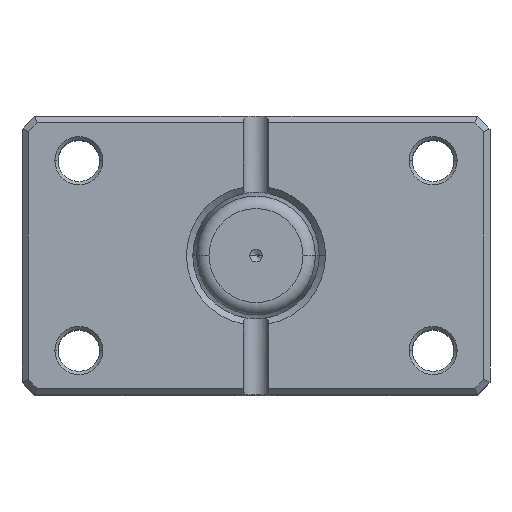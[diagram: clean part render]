
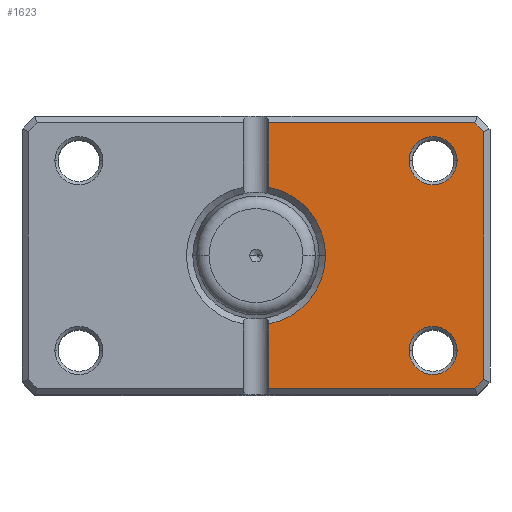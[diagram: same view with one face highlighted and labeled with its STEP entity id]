
A CAD part, top view. The second image highlights one B-rep face of the part: STEP entity #1623.
In plain terms, the highlighted face is planar.
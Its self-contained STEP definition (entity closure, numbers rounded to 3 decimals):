
#24 = CARTESIAN_POINT ( 'NONE',  ( -28., 15., 0. ) ) ;
#151 = CARTESIAN_POINT ( 'NONE',  ( -2., 22., 0. ) ) ;
#187 = VERTEX_POINT ( 'NONE', #6116 ) ;
#205 = AXIS2_PLACEMENT_3D ( 'NONE', #4316, #4656, #4673 ) ;
#223 = DIRECTION ( 'NONE',  ( 0.707, 0.707, 0. ) ) ;
#276 = LINE ( 'NONE', #6394, #1265 ) ;
#372 = LINE ( 'NONE', #5678, #1542 ) ;
#403 = VERTEX_POINT ( 'NONE', #1673 ) ;
#515 = DIRECTION ( 'NONE',  ( 1., 0., 0. ) ) ;
#640 = ORIENTED_EDGE ( 'NONE', *, *, #1319, .T. ) ;
#709 = VERTEX_POINT ( 'NONE', #5748 ) ;
#861 = EDGE_CURVE ( 'NONE', #5837, #5828, #4283, .T. ) ;
#869 = AXIS2_PLACEMENT_3D ( 'NONE', #2405, #5906, #2930 ) ;
#882 = CARTESIAN_POINT ( 'NONE',  ( -28., -15., 0. ) ) ;
#912 = CARTESIAN_POINT ( 'NONE',  ( -2., -10.817, 0. ) ) ;
#932 = DIRECTION ( 'NONE',  ( 0., 0., 1. ) ) ;
#956 = DIRECTION ( 'NONE',  ( 1., 0., 0. ) ) ;
#1146 = CARTESIAN_POINT ( 'NONE',  ( -36., -19.586, 0. ) ) ;
#1201 = LINE ( 'NONE', #3759, #5109 ) ;
#1265 = VECTOR ( 'NONE', #5559, 1000. ) ;
#1271 = EDGE_CURVE ( 'NONE', #3095, #3768, #2215, .T. ) ;
#1297 = CARTESIAN_POINT ( 'NONE',  ( -24.2, -15., 0. ) ) ;
#1319 = EDGE_CURVE ( 'NONE', #3768, #3154, #1573, .T. ) ;
#1536 = CARTESIAN_POINT ( 'NONE',  ( -28., 15., 0. ) ) ;
#1542 = VECTOR ( 'NONE', #2172, 1000. ) ;
#1552 = VECTOR ( 'NONE', #1978, 1000. ) ;
#1573 = CIRCLE ( 'NONE', #3270, 11. ) ;
#1623 = ADVANCED_FACE ( 'NONE', ( #4403, #2183, #3085 ), #3516, .F. ) ;
#1632 = CARTESIAN_POINT ( 'NONE',  ( -31.8, 15., 0. ) ) ;
#1652 = CARTESIAN_POINT ( 'NONE',  ( 0., 0., 0. ) ) ;
#1653 = EDGE_CURVE ( 'NONE', #187, #5560, #372, .T. ) ;
#1673 = CARTESIAN_POINT ( 'NONE',  ( -2., -21., 0. ) ) ;
#1713 = ORIENTED_EDGE ( 'NONE', *, *, #2861, .T. ) ;
#1888 = ORIENTED_EDGE ( 'NONE', *, *, #1653, .T. ) ;
#1931 = LINE ( 'NONE', #3184, #4626 ) ;
#1940 = CARTESIAN_POINT ( 'NONE',  ( -2., 10.817, 0. ) ) ;
#1955 = LINE ( 'NONE', #151, #3321 ) ;
#1975 = ORIENTED_EDGE ( 'NONE', *, *, #2311, .T. ) ;
#1978 = DIRECTION ( 'NONE',  ( -0.707, 0.707, 0. ) ) ;
#2059 = DIRECTION ( 'NONE',  ( 1., 0., 0. ) ) ;
#2130 = CARTESIAN_POINT ( 'NONE',  ( 0., 0., 0. ) ) ;
#2143 = ORIENTED_EDGE ( 'NONE', *, *, #861, .T. ) ;
#2172 = DIRECTION ( 'NONE',  ( 1., 0., 0. ) ) ;
#2183 = FACE_BOUND ( 'NONE', #5422, .T. ) ;
#2215 = CIRCLE ( 'NONE', #205, 11. ) ;
#2242 = VERTEX_POINT ( 'NONE', #1632 ) ;
#2256 = VECTOR ( 'NONE', #3986, 1000. ) ;
#2311 = EDGE_CURVE ( 'NONE', #2356, #3830, #1931, .T. ) ;
#2356 = VERTEX_POINT ( 'NONE', #1146 ) ;
#2380 = DIRECTION ( 'NONE',  ( 0., 0., 1. ) ) ;
#2405 = CARTESIAN_POINT ( 'NONE',  ( -28., -15., 0. ) ) ;
#2774 = DIRECTION ( 'NONE',  ( 1., 0., 0. ) ) ;
#2861 = EDGE_CURVE ( 'NONE', #403, #709, #276, .T. ) ;
#2930 = DIRECTION ( 'NONE',  ( 1., 0., 0. ) ) ;
#2932 = LINE ( 'NONE', #5514, #1552 ) ;
#2977 = AXIS2_PLACEMENT_3D ( 'NONE', #24, #3559, #515 ) ;
#3038 = VERTEX_POINT ( 'NONE', #3930 ) ;
#3085 = FACE_OUTER_BOUND ( 'NONE', #5496, .T. ) ;
#3095 = VERTEX_POINT ( 'NONE', #1940 ) ;
#3154 = VERTEX_POINT ( 'NONE', #912 ) ;
#3166 = DIRECTION ( 'NONE',  ( 0., 1., 0. ) ) ;
#3184 = CARTESIAN_POINT ( 'NONE',  ( -36., 0., 0. ) ) ;
#3270 = AXIS2_PLACEMENT_3D ( 'NONE', #2130, #2380, #2774 ) ;
#3321 = VECTOR ( 'NONE', #3717, 1000. ) ;
#3489 = AXIS2_PLACEMENT_3D ( 'NONE', #1652, #5206, #4694 ) ;
#3516 = PLANE ( 'NONE',  #3489 ) ;
#3529 = AXIS2_PLACEMENT_3D ( 'NONE', #882, #932, #956 ) ;
#3559 = DIRECTION ( 'NONE',  ( 0., 0., 1. ) ) ;
#3699 = CARTESIAN_POINT ( 'NONE',  ( -36., 19.586, 0. ) ) ;
#3717 = DIRECTION ( 'NONE',  ( 0., -1., 0. ) ) ;
#3759 = CARTESIAN_POINT ( 'NONE',  ( -27.793, 27.793, 0. ) ) ;
#3768 = VERTEX_POINT ( 'NONE', #4315 ) ;
#3823 = ORIENTED_EDGE ( 'NONE', *, *, #4387, .T. ) ;
#3830 = VERTEX_POINT ( 'NONE', #3699 ) ;
#3930 = CARTESIAN_POINT ( 'NONE',  ( -24.2, 15., 0. ) ) ;
#3986 = DIRECTION ( 'NONE',  ( 0., -1., 0. ) ) ;
#4044 = CARTESIAN_POINT ( 'NONE',  ( -2., 22., 0. ) ) ;
#4065 = AXIS2_PLACEMENT_3D ( 'NONE', #1536, #5080, #2059 ) ;
#4073 = EDGE_CURVE ( 'NONE', #5560, #3095, #6113, .T. ) ;
#4283 = CIRCLE ( 'NONE', #3529, 3.8 ) ;
#4314 = CIRCLE ( 'NONE', #869, 3.8 ) ;
#4315 = CARTESIAN_POINT ( 'NONE',  ( -11., 0., 0. ) ) ;
#4316 = CARTESIAN_POINT ( 'NONE',  ( 0., 0., 0. ) ) ;
#4387 = EDGE_CURVE ( 'NONE', #3830, #187, #1201, .T. ) ;
#4403 = FACE_BOUND ( 'NONE', #4603, .T. ) ;
#4526 = EDGE_CURVE ( 'NONE', #5828, #5837, #4314, .T. ) ;
#4603 = EDGE_LOOP ( 'NONE', ( #4867, #2143 ) ) ;
#4626 = VECTOR ( 'NONE', #3166, 1000. ) ;
#4656 = DIRECTION ( 'NONE',  ( 0., 0., 1. ) ) ;
#4673 = DIRECTION ( 'NONE',  ( 1., 0., 0. ) ) ;
#4694 = DIRECTION ( 'NONE',  ( 1., 0., 0. ) ) ;
#4849 = EDGE_CURVE ( 'NONE', #3154, #403, #1955, .T. ) ;
#4867 = ORIENTED_EDGE ( 'NONE', *, *, #4526, .T. ) ;
#5007 = CARTESIAN_POINT ( 'NONE',  ( -2., 21., 0. ) ) ;
#5071 = ORIENTED_EDGE ( 'NONE', *, *, #5231, .T. ) ;
#5080 = DIRECTION ( 'NONE',  ( 0., 0., 1. ) ) ;
#5109 = VECTOR ( 'NONE', #223, 1000. ) ;
#5117 = CIRCLE ( 'NONE', #2977, 3.8 ) ;
#5206 = DIRECTION ( 'NONE',  ( 0., 0., 1. ) ) ;
#5231 = EDGE_CURVE ( 'NONE', #709, #2356, #2932, .T. ) ;
#5345 = CARTESIAN_POINT ( 'NONE',  ( -31.8, -15., 0. ) ) ;
#5422 = EDGE_LOOP ( 'NONE', ( #6213, #6055 ) ) ;
#5432 = ORIENTED_EDGE ( 'NONE', *, *, #4073, .T. ) ;
#5496 = EDGE_LOOP ( 'NONE', ( #5432, #5991, #640, #6328, #1713, #5071, #1975, #3823, #1888 ) ) ;
#5514 = CARTESIAN_POINT ( 'NONE',  ( -27.793, -27.793, 0. ) ) ;
#5559 = DIRECTION ( 'NONE',  ( -1., 0., 0. ) ) ;
#5560 = VERTEX_POINT ( 'NONE', #5007 ) ;
#5575 = EDGE_CURVE ( 'NONE', #2242, #3038, #5117, .T. ) ;
#5678 = CARTESIAN_POINT ( 'NONE',  ( 0., 21., 0. ) ) ;
#5748 = CARTESIAN_POINT ( 'NONE',  ( -34.586, -21., 0. ) ) ;
#5828 = VERTEX_POINT ( 'NONE', #5345 ) ;
#5837 = VERTEX_POINT ( 'NONE', #1297 ) ;
#5906 = DIRECTION ( 'NONE',  ( 0., 0., 1. ) ) ;
#5991 = ORIENTED_EDGE ( 'NONE', *, *, #1271, .T. ) ;
#6055 = ORIENTED_EDGE ( 'NONE', *, *, #6071, .T. ) ;
#6071 = EDGE_CURVE ( 'NONE', #3038, #2242, #6189, .T. ) ;
#6113 = LINE ( 'NONE', #4044, #2256 ) ;
#6116 = CARTESIAN_POINT ( 'NONE',  ( -34.586, 21., 0. ) ) ;
#6189 = CIRCLE ( 'NONE', #4065, 3.8 ) ;
#6213 = ORIENTED_EDGE ( 'NONE', *, *, #5575, .T. ) ;
#6328 = ORIENTED_EDGE ( 'NONE', *, *, #4849, .T. ) ;
#6394 = CARTESIAN_POINT ( 'NONE',  ( 0., -21., 0. ) ) ;
